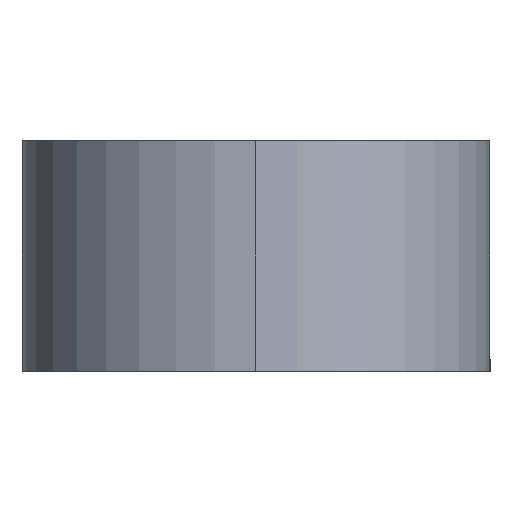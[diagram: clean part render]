
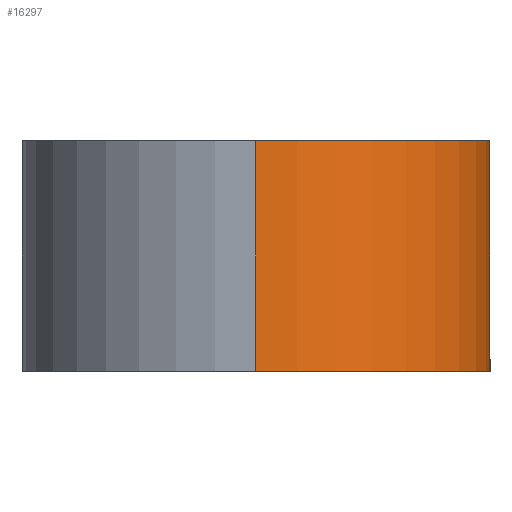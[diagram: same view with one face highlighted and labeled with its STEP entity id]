
A CAD part, left-side view. The second image highlights one B-rep face of the part: STEP entity #16297.
In plain terms, the highlighted cylindrical face has radius 6.2 mm (diameter 12.4 mm), a partial arc.
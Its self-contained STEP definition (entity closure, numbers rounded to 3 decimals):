
#534 = CARTESIAN_POINT ( 'NONE',  ( -50.8, -6.2, 1. ) ) ;
#1531 = ORIENTED_EDGE ( 'NONE', *, *, #16165, .T. ) ;
#1720 = ORIENTED_EDGE ( 'NONE', *, *, #11374, .T. ) ;
#2253 = VERTEX_POINT ( 'NONE', #16661 ) ;
#2284 = VERTEX_POINT ( 'NONE', #9203 ) ;
#2560 = ORIENTED_EDGE ( 'NONE', *, *, #16044, .F. ) ;
#3203 = AXIS2_PLACEMENT_3D ( 'NONE', #14625, #8275, #9368 ) ;
#3232 = DIRECTION ( 'NONE',  ( 1., 0., 0. ) ) ;
#3321 = DIRECTION ( 'NONE',  ( 0., 0., -1. ) ) ;
#4196 = VERTEX_POINT ( 'NONE', #10315 ) ;
#4624 = CARTESIAN_POINT ( 'NONE',  ( -57., 0., 3.05 ) ) ;
#6180 = AXIS2_PLACEMENT_3D ( 'NONE', #12469, #12242, #3232 ) ;
#6642 = AXIS2_PLACEMENT_3D ( 'NONE', #11061, #3321, #12269 ) ;
#6801 = CIRCLE ( 'NONE', #3203, 6.2 ) ;
#6999 = EDGE_CURVE ( 'NONE', #2253, #2284, #12626, .T. ) ;
#8261 = FACE_OUTER_BOUND ( 'NONE', #12510, .T. ) ;
#8275 = DIRECTION ( 'NONE',  ( 0., 0., 1. ) ) ;
#9203 = CARTESIAN_POINT ( 'NONE',  ( -50.8, -6.2, -3.05 ) ) ;
#9288 = CIRCLE ( 'NONE', #6180, 6.2 ) ;
#9368 = DIRECTION ( 'NONE',  ( 1., 0., 0. ) ) ;
#9409 = CARTESIAN_POINT ( 'NONE',  ( -57., 0., 1. ) ) ;
#10193 = VERTEX_POINT ( 'NONE', #4624 ) ;
#10315 = CARTESIAN_POINT ( 'NONE',  ( -57., 0., -3.05 ) ) ;
#11061 = CARTESIAN_POINT ( 'NONE',  ( -50.8, 0., 1. ) ) ;
#11374 = EDGE_CURVE ( 'NONE', #10193, #4196, #13566, .T. ) ;
#11880 = DIRECTION ( 'NONE',  ( 0., 0., -1. ) ) ;
#12157 = DIRECTION ( 'NONE',  ( 0., 0., -1. ) ) ;
#12242 = DIRECTION ( 'NONE',  ( 0., 0., 1. ) ) ;
#12269 = DIRECTION ( 'NONE',  ( -1., 0., 0. ) ) ;
#12469 = CARTESIAN_POINT ( 'NONE',  ( -50.8, 0., -3.05 ) ) ;
#12510 = EDGE_LOOP ( 'NONE', ( #2560, #1720, #1531, #12536 ) ) ;
#12536 = ORIENTED_EDGE ( 'NONE', *, *, #6999, .F. ) ;
#12626 = LINE ( 'NONE', #534, #16909 ) ;
#12729 = CYLINDRICAL_SURFACE ( 'NONE', #6642, 6.2 ) ;
#13566 = LINE ( 'NONE', #9409, #15830 ) ;
#14625 = CARTESIAN_POINT ( 'NONE',  ( -50.8, 0., 3.05 ) ) ;
#15830 = VECTOR ( 'NONE', #11880, 1000. ) ;
#16044 = EDGE_CURVE ( 'NONE', #10193, #2253, #6801, .T. ) ;
#16165 = EDGE_CURVE ( 'NONE', #4196, #2284, #9288, .T. ) ;
#16297 = ADVANCED_FACE ( 'NONE', ( #8261 ), #12729, .T. ) ;
#16661 = CARTESIAN_POINT ( 'NONE',  ( -50.8, -6.2, 3.05 ) ) ;
#16909 = VECTOR ( 'NONE', #12157, 1000. ) ;
